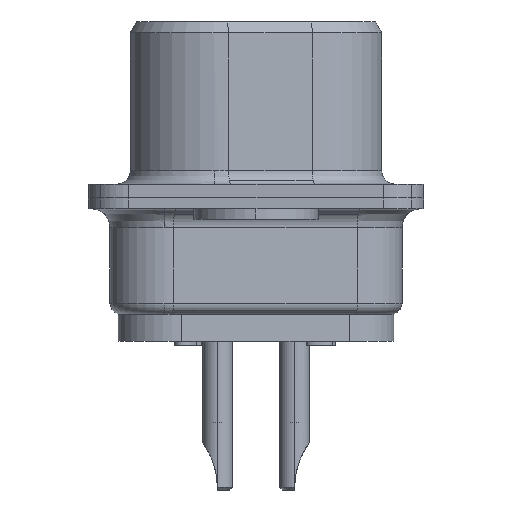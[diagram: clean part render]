
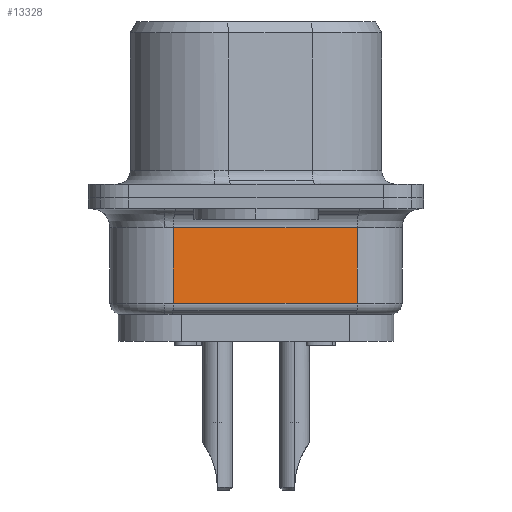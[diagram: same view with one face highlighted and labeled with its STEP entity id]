
A CAD part, left-side view. The second image highlights one B-rep face of the part: STEP entity #13328.
In plain terms, the highlighted planar face has unit normal (-0.985, -0.174, 0).
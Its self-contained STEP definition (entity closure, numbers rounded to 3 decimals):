
#12093=CARTESIAN_POINT('',(-13.72,3.053,-1.1));
#12094=VERTEX_POINT('',#12093);
#13211=CARTESIAN_POINT('',(-12.521,-3.747,-1.1));
#13212=VERTEX_POINT('',#13211);
#13213=CARTESIAN_POINT('',(-13.72,3.053,-1.1));
#13214=DIRECTION('',(0.174,-0.985,0.));
#13215=VECTOR('',#13214,6.905);
#13216=LINE('',#13213,#13215);
#13217=EDGE_CURVE('',#12094,#13212,#13216,.T.);
#13298=CARTESIAN_POINT('',(-13.72,3.053,0.0));
#13299=DIRECTION('',(-0.985,-0.174,0.0));
#13300=DIRECTION('',(0.0,0.0,1.0));
#13301=AXIS2_PLACEMENT_3D('',#13298,#13299,#13300);
#13302=PLANE('',#13301);
#13303=ORIENTED_EDGE('',*,*,#13217,.F.);
#13304=CARTESIAN_POINT('',(-13.72,3.053,-3.9));
#13305=VERTEX_POINT('',#13304);
#13306=CARTESIAN_POINT('',(-13.72,3.053,-1.1));
#13307=DIRECTION('',(0.0,0.0,-1.0));
#13308=VECTOR('',#13307,2.8);
#13309=LINE('',#13306,#13308);
#13310=EDGE_CURVE('',#12094,#13305,#13309,.T.);
#13311=ORIENTED_EDGE('',*,*,#13310,.T.);
#13312=CARTESIAN_POINT('',(-12.521,-3.747,-3.9));
#13313=VERTEX_POINT('',#13312);
#13314=CARTESIAN_POINT('',(-12.521,-3.747,-3.9));
#13315=DIRECTION('',(-0.174,0.985,0.0));
#13316=VECTOR('',#13315,6.905);
#13317=LINE('',#13314,#13316);
#13318=EDGE_CURVE('',#13313,#13305,#13317,.T.);
#13319=ORIENTED_EDGE('',*,*,#13318,.F.);
#13320=CARTESIAN_POINT('',(-12.521,-3.747,-1.1));
#13321=DIRECTION('',(0.0,0.0,-1.0));
#13322=VECTOR('',#13321,2.8);
#13323=LINE('',#13320,#13322);
#13324=EDGE_CURVE('',#13212,#13313,#13323,.T.);
#13325=ORIENTED_EDGE('',*,*,#13324,.F.);
#13326=EDGE_LOOP('',(#13303,#13311,#13319,#13325));
#13327=FACE_OUTER_BOUND('',#13326,.T.);
#13328=ADVANCED_FACE('',(#13327),#13302,.T.);
